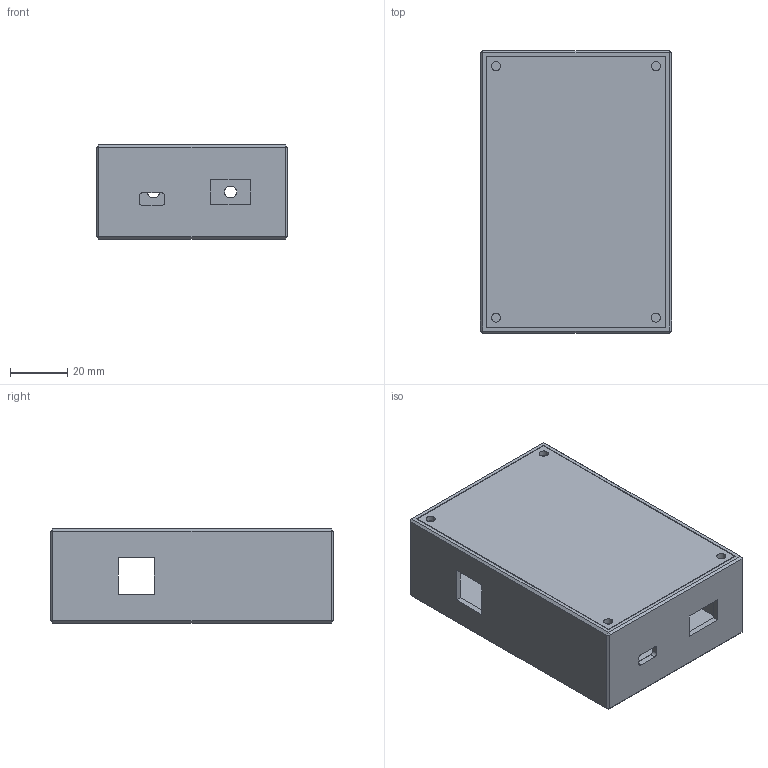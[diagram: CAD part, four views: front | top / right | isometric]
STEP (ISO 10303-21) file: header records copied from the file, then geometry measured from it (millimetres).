
FILE_DESCRIPTION(/* description */ (''),/* implementation_level */ '2;1');
FILE_NAME(/* name */ 'Enclosure.step',/* time_stamp */ '2024-08-14T21:40:19+02:00',/* author */ (''),/* organization */ (''),/* preprocessor_version */ 'ST-DEVELOPER v20',/* originating_system */ 'Autodesk Translation Framework v13.14.0.145',/* authorisation */ '');
FILE_SCHEMA (('AUTOMOTIVE_DESIGN { 1 0 10303 214 3 1 1 }'));
Length unit declared in the file: millimetre
Products named in the file (1): Taser
Bounding box: 67 x 99 x 33 mm (x, y, z)
Volume: 47713.7 mm3; surface area: 47873.4 mm2
Topology: 3 solids, 3 shells, 99 faces, 232 edges, 144 vertices
Faces by surface type: plane 85, cylinder 14
Full cylindrical faces by diameter (mm): 3.2 x4, 4.2 x2, 4.4 x4
Entity records: 2829 total; most frequent: CARTESIAN_POINT 476, ORIENTED_EDGE 464, DIRECTION 460, EDGE_CURVE 232, LINE 204, VECTOR 204, VERTEX_POINT 144, AXIS2_PLACEMENT_3D 128
